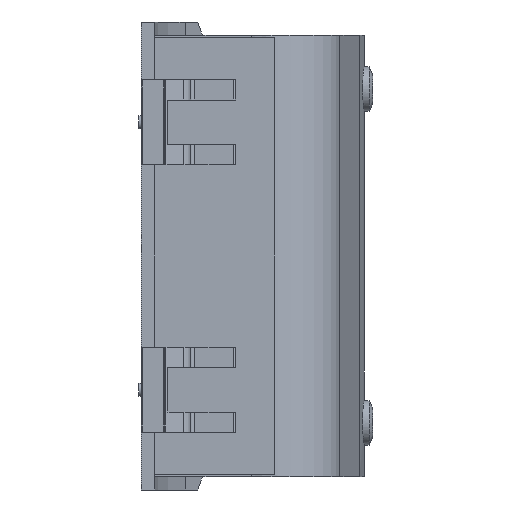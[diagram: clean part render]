
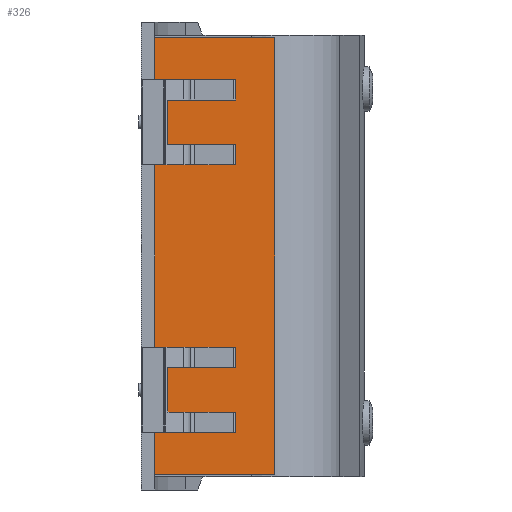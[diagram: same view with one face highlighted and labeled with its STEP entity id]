
A CAD part, left-side view. The second image highlights one B-rep face of the part: STEP entity #326.
In plain terms, the highlighted planar face has unit normal (-1, 0, 0).
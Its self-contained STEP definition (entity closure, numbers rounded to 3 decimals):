
#326=ADVANCED_FACE('',(#625),#626,.F.);
#625=FACE_OUTER_BOUND('',#1073,.T.);
#626=PLANE('',#1074);
#1073=EDGE_LOOP('',(#2225,#2226,#2227,#2228,#2229,#2230,#2231,#2232,#2233,#2234,#2235,#2236,#2237,#2238,#2239,#2240,#2241,#2242,#2243,#2244));
#1074=AXIS2_PLACEMENT_3D('',#2245,#2246,#2247);
#2225=ORIENTED_EDGE('',*,*,#2807,.T.);
#2226=ORIENTED_EDGE('',*,*,#2678,.T.);
#2227=ORIENTED_EDGE('',*,*,#2808,.T.);
#2228=ORIENTED_EDGE('',*,*,#2747,.F.);
#2229=ORIENTED_EDGE('',*,*,#2632,.T.);
#2230=ORIENTED_EDGE('',*,*,#2763,.T.);
#2231=ORIENTED_EDGE('',*,*,#2719,.T.);
#2232=ORIENTED_EDGE('',*,*,#2452,.F.);
#2233=ORIENTED_EDGE('',*,*,#2809,.F.);
#2234=ORIENTED_EDGE('',*,*,#2753,.F.);
#2235=ORIENTED_EDGE('',*,*,#2489,.F.);
#2236=ORIENTED_EDGE('',*,*,#2624,.F.);
#2237=ORIENTED_EDGE('',*,*,#2800,.T.);
#2238=ORIENTED_EDGE('',*,*,#2503,.T.);
#2239=ORIENTED_EDGE('',*,*,#2575,.T.);
#2240=ORIENTED_EDGE('',*,*,#2637,.F.);
#2241=ORIENTED_EDGE('',*,*,#2536,.T.);
#2242=ORIENTED_EDGE('',*,*,#2756,.T.);
#2243=ORIENTED_EDGE('',*,*,#2714,.T.);
#2244=ORIENTED_EDGE('',*,*,#2413,.F.);
#2245=CARTESIAN_POINT('',(3.0,0.0,0.0));
#2246=DIRECTION('',(1.0,0.0,0.0));
#2247=DIRECTION('',(0.0,1.0,0.0));
#2413=EDGE_CURVE('',#2859,#2861,#2862,.T.);
#2452=EDGE_CURVE('',#2937,#2938,#2939,.T.);
#2489=EDGE_CURVE('',#3005,#2996,#3007,.T.);
#2503=EDGE_CURVE('',#3031,#3029,#3032,.T.);
#2536=EDGE_CURVE('',#3084,#3088,#3090,.T.);
#2575=EDGE_CURVE('',#3029,#3154,#3156,.T.);
#2624=EDGE_CURVE('',#3240,#3005,#3242,.T.);
#2632=EDGE_CURVE('',#3249,#3253,#3255,.T.);
#2637=EDGE_CURVE('',#3084,#3154,#3262,.T.);
#2678=EDGE_CURVE('',#3331,#3328,#3332,.T.);
#2714=EDGE_CURVE('',#3387,#2861,#3388,.T.);
#2719=EDGE_CURVE('',#3390,#2938,#3395,.T.);
#2747=EDGE_CURVE('',#3249,#3437,#3438,.T.);
#2753=EDGE_CURVE('',#2996,#3445,#3446,.T.);
#2756=EDGE_CURVE('',#3088,#3387,#3449,.T.);
#2763=EDGE_CURVE('',#3253,#3390,#3460,.T.);
#2800=EDGE_CURVE('',#3240,#3031,#3508,.T.);
#2807=EDGE_CURVE('',#2859,#3331,#3516,.T.);
#2808=EDGE_CURVE('',#3328,#3437,#3517,.T.);
#2809=EDGE_CURVE('',#3445,#2937,#3518,.T.);
#2859=VERTEX_POINT('',#3588);
#2861=VERTEX_POINT('',#3591);
#2862=LINE('',#3592,#3593);
#2937=VERTEX_POINT('',#3700);
#2938=VERTEX_POINT('',#3701);
#2939=LINE('',#3702,#3703);
#2996=VERTEX_POINT('',#3799);
#3005=VERTEX_POINT('',#3813);
#3007=LINE('',#3816,#3817);
#3029=VERTEX_POINT('',#3856);
#3031=VERTEX_POINT('',#3859);
#3032=LINE('',#3860,#3861);
#3084=VERTEX_POINT('',#3935);
#3088=VERTEX_POINT('',#3941);
#3090=LINE('',#3944,#3945);
#3154=VERTEX_POINT('',#4258);
#3156=LINE('',#4261,#4262);
#3240=VERTEX_POINT('',#4383);
#3242=LINE('',#4386,#4387);
#3249=VERTEX_POINT('',#4397);
#3253=VERTEX_POINT('',#4403);
#3255=LINE('',#4406,#4407);
#3262=LINE('',#4415,#4416);
#3328=VERTEX_POINT('',#4567);
#3331=VERTEX_POINT('',#4571);
#3332=LINE('',#4572,#4573);
#3387=VERTEX_POINT('',#4656);
#3388=LINE('',#4657,#4658);
#3390=VERTEX_POINT('',#4661);
#3395=LINE('',#4669,#4670);
#3437=VERTEX_POINT('',#4731);
#3438=LINE('',#4732,#4733);
#3445=VERTEX_POINT('',#4744);
#3446=LINE('',#4745,#4746);
#3449=LINE('',#4751,#4752);
#3460=LINE('',#4767,#4768);
#3508=LINE('',#4847,#4848);
#3516=LINE('',#4862,#4863);
#3517=LINE('',#4864,#4865);
#3518=LINE('',#4866,#4867);
#3588=CARTESIAN_POINT('',(3.0,-21.2,-20.5));
#3591=CARTESIAN_POINT('',(3.0,-3.0,-20.5));
#3592=CARTESIAN_POINT('',(3.0,-21.2,-20.5));
#3593=VECTOR('',#4914,1.0);
#3700=CARTESIAN_POINT('',(3.0,-30.0,-49.0));
#3701=CARTESIAN_POINT('',(3.0,-3.0,-49.0));
#3702=CARTESIAN_POINT('',(3.0,-30.0,-49.0));
#3703=VECTOR('',#4965,1.0);
#3799=CARTESIAN_POINT('',(3.0,-3.0,49.0));
#3813=CARTESIAN_POINT('',(3.0,-3.0,39.5));
#3816=CARTESIAN_POINT('',(3.0,-3.0,-49.0));
#3817=VECTOR('',#5010,1.0);
#3856=CARTESIAN_POINT('',(3.0,-6.0,35.0));
#3859=CARTESIAN_POINT('',(3.0,-21.2,35.0));
#3860=CARTESIAN_POINT('',(3.0,-31.0,35.0));
#3861=VECTOR('',#5027,1.0);
#3935=CARTESIAN_POINT('',(3.0,-21.2,25.0));
#3941=CARTESIAN_POINT('',(3.0,-21.2,20.5));
#3944=CARTESIAN_POINT('',(3.0,-21.2,39.5));
#3945=VECTOR('',#5074,1.0);
#4258=CARTESIAN_POINT('',(3.0,-6.0,25.0));
#4261=CARTESIAN_POINT('',(3.0,-6.0,35.0));
#4262=VECTOR('',#5134,1.0);
#4383=CARTESIAN_POINT('',(3.0,-21.2,39.5));
#4386=CARTESIAN_POINT('',(3.0,-21.2,39.5));
#4387=VECTOR('',#5203,1.0);
#4397=CARTESIAN_POINT('',(3.0,-21.2,-35.0));
#4403=CARTESIAN_POINT('',(3.0,-21.2,-39.5));
#4406=CARTESIAN_POINT('',(3.0,-21.2,-20.5));
#4407=VECTOR('',#5213,1.0);
#4415=CARTESIAN_POINT('',(3.0,-31.0,25.0));
#4416=VECTOR('',#5224,1.0);
#4567=CARTESIAN_POINT('',(3.0,-6.0,-25.0));
#4571=CARTESIAN_POINT('',(3.0,-21.2,-25.0));
#4572=CARTESIAN_POINT('',(3.0,-31.0,-25.0));
#4573=VECTOR('',#5288,1.0);
#4656=CARTESIAN_POINT('',(3.0,-3.0,20.5));
#4657=CARTESIAN_POINT('',(3.0,-3.0,52.5));
#4658=VECTOR('',#5338,1.0);
#4661=CARTESIAN_POINT('',(3.0,-3.0,-39.5));
#4669=CARTESIAN_POINT('',(3.0,-3.0,52.5));
#4670=VECTOR('',#5343,1.0);
#4731=CARTESIAN_POINT('',(3.0,-6.0,-35.0));
#4732=CARTESIAN_POINT('',(3.0,-31.0,-35.0));
#4733=VECTOR('',#5387,1.0);
#4744=CARTESIAN_POINT('',(3.0,-30.0,49.0));
#4745=CARTESIAN_POINT('',(3.0,-3.0,49.0));
#4746=VECTOR('',#5395,1.0);
#4751=CARTESIAN_POINT('',(3.0,-21.2,20.5));
#4752=VECTOR('',#5398,1.0);
#4767=CARTESIAN_POINT('',(3.0,-21.2,-39.5));
#4768=VECTOR('',#5409,1.0);
#4847=CARTESIAN_POINT('',(3.0,-21.2,39.5));
#4848=VECTOR('',#5456,1.0);
#4862=CARTESIAN_POINT('',(3.0,-21.2,-20.5));
#4863=VECTOR('',#5463,1.0);
#4864=CARTESIAN_POINT('',(3.0,-6.0,-25.0));
#4865=VECTOR('',#5464,1.0);
#4866=CARTESIAN_POINT('',(3.0,-30.0,49.0));
#4867=VECTOR('',#5465,1.0);
#4914=DIRECTION('',(0.0,1.0,0.0));
#4965=DIRECTION('',(0.0,1.0,0.0));
#5010=DIRECTION('',(0.0,0.0,1.0));
#5027=DIRECTION('',(0.0,1.0,0.0));
#5074=DIRECTION('',(0.0,0.0,-1.0));
#5134=DIRECTION('',(0.0,0.0,-1.0));
#5203=DIRECTION('',(0.0,1.0,0.0));
#5213=DIRECTION('',(0.0,0.0,-1.0));
#5224=DIRECTION('',(0.0,1.0,0.0));
#5288=DIRECTION('',(0.0,1.0,0.0));
#5338=DIRECTION('',(0.0,0.0,-1.0));
#5343=DIRECTION('',(0.0,0.0,-1.0));
#5387=DIRECTION('',(0.0,1.0,0.0));
#5395=DIRECTION('',(0.0,-1.0,0.0));
#5398=DIRECTION('',(0.0,1.0,0.0));
#5409=DIRECTION('',(0.0,1.0,0.0));
#5456=DIRECTION('',(0.0,0.0,-1.0));
#5463=DIRECTION('',(0.0,0.0,-1.0));
#5464=DIRECTION('',(0.0,0.0,-1.0));
#5465=DIRECTION('',(0.0,0.0,-1.0));
